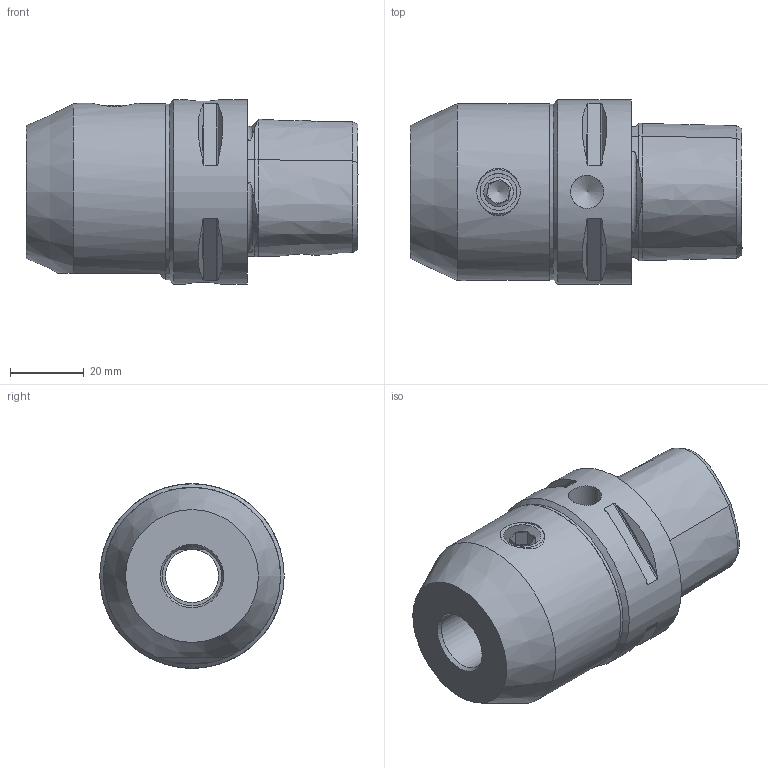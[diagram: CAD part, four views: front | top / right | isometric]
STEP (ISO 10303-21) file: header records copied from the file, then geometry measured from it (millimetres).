
FILE_DESCRIPTION(/* description */ (''),/* implementation_level */ '2;1');
FILE_NAME(/* name */ '05_16_6.stp',/* time_stamp */ '2022-05-31T13:33:56+02:00',/* author */ ('cad'),/* organization */ (''),/* preprocessor_version */ 'ST-DEVELOPER v18.1',/* originating_system */ 'Autodesk Inventor 2021',/* authorisation */ '');
FILE_SCHEMA (('AUTOMOTIVE_DESIGN { 1 0 10303 214 3 1 1 }'));
Length unit declared in the file: inch
Products named in the file (1): 05_16_6_Shrinkwrap_1
Bounding box: 90 x 50 x 50 mm (x, y, z)
Volume: 112648.3 mm3; surface area: 21105.6 mm2
Topology: 1 solids, 1 shells, 129 faces, 354 edges, 238 vertices
Faces by surface type: plane 51, cylinder 31, cone 24, bspline 20, torus 3
Full cylindrical faces by diameter (mm): 5 x1, 6 x1, 6.1 x2, 8 x1, 9 x1, 10 x2, 14.376 x1, 16 x1, 16.3 x1, 16.5 x1, 21 x2, 24 x1, 47.6 x1, 50 x1
Entity records: 5428 total; most frequent: CARTESIAN_POINT 2113, ORIENTED_EDGE 698, DIRECTION 593, EDGE_CURVE 349, AXIS2_PLACEMENT_3D 248, VERTEX_POINT 238, EDGE_LOOP 149, STYLED_ITEM 130
